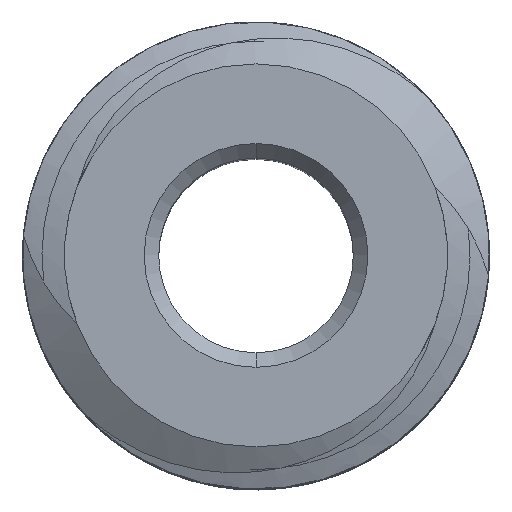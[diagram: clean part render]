
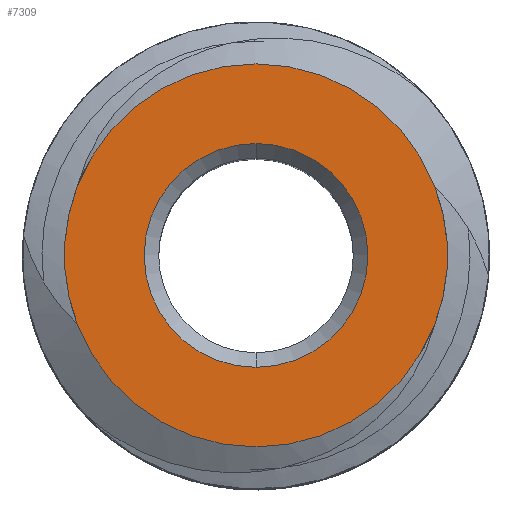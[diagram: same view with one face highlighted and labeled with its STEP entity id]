
A CAD part, top view. The second image highlights one B-rep face of the part: STEP entity #7309.
In plain terms, the highlighted planar face has unit normal (0, 0, 1).
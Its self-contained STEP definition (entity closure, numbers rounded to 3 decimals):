
#502=CARTESIAN_POINT('',(0.,0.,9.));
#503=DIRECTION('',(0.,0.,1.));
#504=DIRECTION('',(-0.933,0.359,0.));
#505=AXIS2_PLACEMENT_3D('',#502,#503,#504);
#1360=CARTESIAN_POINT('',(0.,0.,9.));
#1361=DIRECTION('',(0.,0.,1.));
#1362=DIRECTION('',(0.933,-0.359,0.));
#1363=AXIS2_PLACEMENT_3D('',#1360,#1361,#1362);
#1831=CARTESIAN_POINT('',(4.594,1.766,9.));
#1931=CARTESIAN_POINT('',(0.,0.,9.));
#1932=DIRECTION('',(0.,0.,1.));
#1933=DIRECTION('',(0.933,0.359,0.));
#1934=AXIS2_PLACEMENT_3D('',#1931,#1932,#1933);
#1939=CARTESIAN_POINT('',(0.,0.,9.));
#1940=DIRECTION('',(0.,0.,1.));
#1941=DIRECTION('',(-0.933,-0.359,0.));
#1942=AXIS2_PLACEMENT_3D('',#1939,#1940,#1941);
#1960=CARTESIAN_POINT('',(0.,0.,9.));
#1961=DIRECTION('',(0.,0.,-1.));
#1962=DIRECTION('',(0.,1.,0.));
#1963=AXIS2_PLACEMENT_3D('',#1960,#1961,#1962);
#1976=CARTESIAN_POINT('',(0.,0.,9.));
#1977=DIRECTION('',(0.,0.,-1.));
#1978=DIRECTION('',(0.,-1.,0.));
#1979=AXIS2_PLACEMENT_3D('',#1976,#1977,#1978);
#2121=CARTESIAN_POINT('',(-4.593,1.767,9.));
#3423=VERTEX_POINT('',#2121);
#3431=VERTEX_POINT('',#1831);
#3432=CARTESIAN_POINT('',(-4.594,-1.766,9.));
#3433=CARTESIAN_POINT('',(4.593,-1.767,9.));
#3434=VERTEX_POINT('',#3432);
#3435=VERTEX_POINT('',#3433);
#3488=CARTESIAN_POINT('',(0.,2.875,9.));
#3489=CARTESIAN_POINT('',(0.,-2.875,9.));
#3490=VERTEX_POINT('',#3488);
#3491=VERTEX_POINT('',#3489);
#7292=CARTESIAN_POINT('',(0.,0.,9.));
#7293=DIRECTION('',(0.,0.,-1.));
#7294=DIRECTION('',(0.,-1.,0.));
#7295=AXIS2_PLACEMENT_3D('',#7292,#7293,#7294);
#7296=PLANE('',#7295);
#7297=ORIENTED_EDGE('',*,*,#4453,.F.);
#7298=ORIENTED_EDGE('',*,*,#7275,.F.);
#7299=ORIENTED_EDGE('',*,*,#3692,.F.);
#7300=ORIENTED_EDGE('',*,*,#7261,.F.);
#7301=EDGE_LOOP('',(#7297,#7298,#7299,#7300));
#7302=FACE_OUTER_BOUND('',#7301,.F.);
#7304=ORIENTED_EDGE('',*,*,#7303,.F.);
#7306=ORIENTED_EDGE('',*,*,#7305,.F.);
#7307=EDGE_LOOP('',(#7304,#7306));
#7308=FACE_BOUND('',#7307,.F.);
#506=CIRCLE('',#505,4.921);
#1364=CIRCLE('',#1363,4.921);
#1935=CIRCLE('',#1934,4.921);
#1943=CIRCLE('',#1942,4.921);
#1964=CIRCLE('',#1963,2.875);
#1980=CIRCLE('',#1979,2.875);
#3692=EDGE_CURVE('',#3423,#3434,#506,.T.);
#4453=EDGE_CURVE('',#3435,#3431,#1364,.T.);
#7261=EDGE_CURVE('',#3431,#3423,#1935,.T.);
#7275=EDGE_CURVE('',#3434,#3435,#1943,.T.);
#7303=EDGE_CURVE('',#3490,#3491,#1964,.T.);
#7305=EDGE_CURVE('',#3491,#3490,#1980,.T.);
#7309=ADVANCED_FACE('',(#7302,#7308),#7296,.F.);
